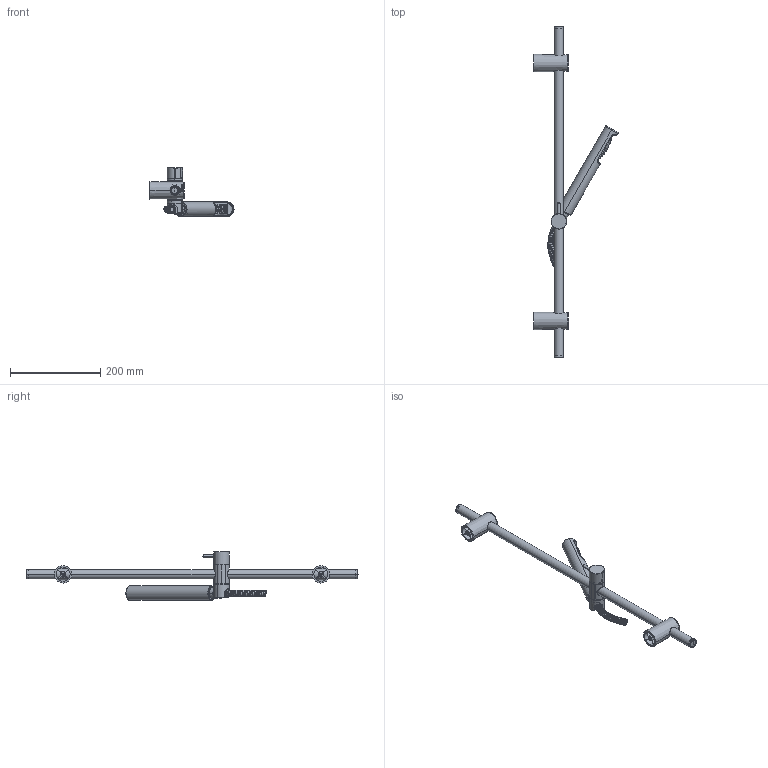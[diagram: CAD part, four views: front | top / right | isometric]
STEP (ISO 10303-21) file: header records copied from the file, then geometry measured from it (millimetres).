
FILE_DESCRIPTION((''),'2;1');
FILE_NAME('ZSAL150CR_ASM','2021-11-15T12:58:07',('ut3'),('PAFFONI SpA'),'CREO PARAMETRIC BY PTC INC, 2020044','CREO PARAMETRIC BY PTC INC, 2020044','');
FILE_SCHEMA(('CONFIG_CONTROL_DESIGN','SHAPE_APPEARANCE_LAYERS_GROUPS'));
Length unit declared in the file: millimetre
Products named in the file (26): M50520-020_3; M50330-013_1; M50520-011_1; M50520-012_1; M50353-011_1; M50311-003_1; M50311-001_1; M50311-005_1; M50353-014_1; 30100083_1; M50311-009_1; M50311-002_1; M50353-016_1; M50353-015_1; M50353-012_1; M50170-018_1; 30100015_1; M50353-013_ASM_1_ASM; M50520-015_1; M50520-033_1; 4071643CR_ASM; 4071003CRDG; ZDOC032; ZDOC032_PLASTICA; 4071312CR_ASM; ZSAL150CR_ASM
Assembly tree (31 placements, depth 4):
  ZSAL150CR_ASM
    4071643CR_ASM
      M50520-020_3
      M50330-013_1  x2
      M50520-011_1  x2
      M50520-012_1  x2
      M50353-013_ASM_1_ASM
        M50353-011_1
        M50311-003_1
        M50311-001_1
        M50311-005_1
        M50353-014_1
        30100083_1
        M50311-009_1
        M50311-002_1
        M50353-016_1
        M50353-015_1
        M50353-012_1  x2
        M50170-018_1
        30100015_1
      M50520-015_1  x2
      M50520-033_1  x2
    4071003CRDG
    4071312CR_ASM
      ZDOC032
      ZDOC032_PLASTICA
Bounding box: 185.87 x 734 x 108.1 mm (x, y, z)
Volume: 218358.6 mm3; surface area: 263701.9 mm2
Topology: 29 solids, 30 shells, 1474 faces, 4144 edges, 2746 vertices
Faces by surface type: plane 565, cylinder 546, bspline 133, cone 122, torus 78, sphere 26, extrusion 4
Entity records: 73058 total; most frequent: CARTESIAN_POINT 32467, ORIENTED_EDGE 6480, DIRECTION 5918, PRESENTATION_STYLE_ASSIGNMENT 3336, STYLED_ITEM 3336, CURVE_STYLE 3242, EDGE_CURVE 3242, AXIS2_PLACEMENT_3D 2284
